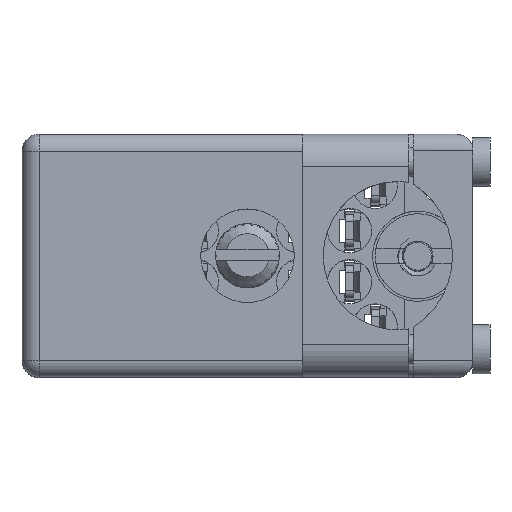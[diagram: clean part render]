
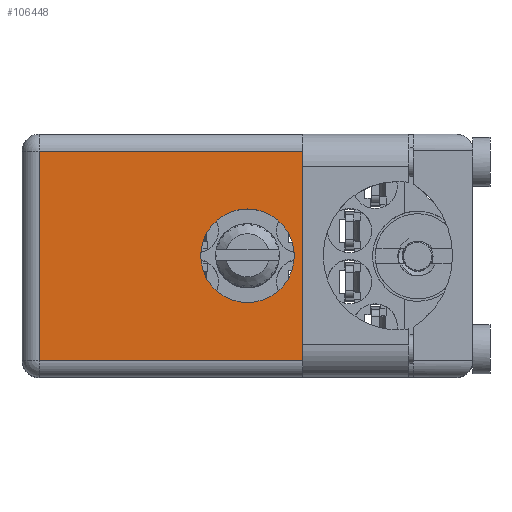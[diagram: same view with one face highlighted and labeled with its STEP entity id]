
A CAD part, top view. The second image highlights one B-rep face of the part: STEP entity #106448.
In plain terms, the highlighted face is planar.
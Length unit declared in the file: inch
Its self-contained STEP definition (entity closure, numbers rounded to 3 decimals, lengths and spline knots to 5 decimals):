
#3031 = LINE ( 'NONE', #124940, #176106 ) ;
#7137 = LINE ( 'NONE', #191923, #127193 ) ;
#8054 = DIRECTION ( 'NONE',  ( 0., 1., 0. ) ) ;
#14604 = VERTEX_POINT ( 'NONE', #110687 ) ;
#15464 = CARTESIAN_POINT ( 'NONE',  ( 0.6625, 0.906, -0.22 ) ) ;
#16180 = EDGE_CURVE ( 'NONE', #137609, #45503, #171756, .T. ) ;
#16318 = FACE_BOUND ( 'NONE', #197520, .T. ) ;
#19993 = VERTEX_POINT ( 'NONE', #64852 ) ;
#21209 = VERTEX_POINT ( 'NONE', #89368 ) ;
#24428 = VERTEX_POINT ( 'NONE', #115526 ) ;
#25428 = CIRCLE ( 'NONE', #75960, 0.1375 ) ;
#31688 = EDGE_CURVE ( 'NONE', #14604, #51745, #138343, .T. ) ;
#32609 = ORIENTED_EDGE ( 'NONE', *, *, #44518, .T. ) ;
#33355 = DIRECTION ( 'NONE',  ( 0., 0., -1. ) ) ;
#42634 = VECTOR ( 'NONE', #139916, 39.37008 ) ;
#44518 = EDGE_CURVE ( 'NONE', #14604, #106300, #7137, .T. ) ;
#45503 = VERTEX_POINT ( 'NONE', #15464 ) ;
#51745 = VERTEX_POINT ( 'NONE', #64897 ) ;
#54625 = ORIENTED_EDGE ( 'NONE', *, *, #31688, .F. ) ;
#56124 = VECTOR ( 'NONE', #91958, 39.37008 ) ;
#59871 = EDGE_CURVE ( 'NONE', #182096, #24428, #3031, .T. ) ;
#60471 = CARTESIAN_POINT ( 'NONE',  ( 0.865, 0.906, -0.6025 ) ) ;
#62965 = CARTESIAN_POINT ( 'NONE',  ( 0.6625, 0.906, -0.3575 ) ) ;
#64299 = DIRECTION ( 'NONE',  ( 0., 1., 0. ) ) ;
#64669 = PLANE ( 'NONE',  #65924 ) ;
#64852 = CARTESIAN_POINT ( 'NONE',  ( 0.865, 0.906, -0.6025 ) ) ;
#64897 = CARTESIAN_POINT ( 'NONE',  ( 1.15, 0.906, -0.6025 ) ) ;
#65906 = DIRECTION ( 'NONE',  ( 1., 0., 0. ) ) ;
#65924 = AXIS2_PLACEMENT_3D ( 'NONE', #172693, #80059, #80730 ) ;
#69904 = ORIENTED_EDGE ( 'NONE', *, *, #111524, .T. ) ;
#74724 = VECTOR ( 'NONE', #33355, 39.37008 ) ;
#75960 = AXIS2_PLACEMENT_3D ( 'NONE', #146390, #8054, #145728 ) ;
#80059 = DIRECTION ( 'NONE',  ( 0., 1., 0. ) ) ;
#80730 = DIRECTION ( 'NONE',  ( 0., 0., 1. ) ) ;
#83470 = LINE ( 'NONE', #157314, #42634 ) ;
#85780 = ORIENTED_EDGE ( 'NONE', *, *, #133611, .F. ) ;
#88690 = CARTESIAN_POINT ( 'NONE',  ( 1.15, 0.906, -0.715 ) ) ;
#89123 = DIRECTION ( 'NONE',  ( -1., 0., 0. ) ) ;
#89368 = CARTESIAN_POINT ( 'NONE',  ( 1.15, 0.906, -0.1125 ) ) ;
#91958 = DIRECTION ( 'NONE',  ( -1., 0., 0. ) ) ;
#91994 = DIRECTION ( 'NONE',  ( 0., 0., 1. ) ) ;
#92182 = VECTOR ( 'NONE', #107091, 39.37008 ) ;
#92892 = CARTESIAN_POINT ( 'NONE',  ( 0.05, 0.906, -0.05 ) ) ;
#100629 = EDGE_CURVE ( 'NONE', #119581, #19993, #187626, .T. ) ;
#106300 = VERTEX_POINT ( 'NONE', #198861 ) ;
#106448 = ADVANCED_FACE ( 'NONE', ( #160499, #16318 ), #64669, .T. ) ;
#106460 = CARTESIAN_POINT ( 'NONE',  ( 0.05, 0.906, -0.715 ) ) ;
#107032 = VECTOR ( 'NONE', #91994, 39.37008 ) ;
#107091 = DIRECTION ( 'NONE',  ( 0., 0., 1. ) ) ;
#108800 = LINE ( 'NONE', #152489, #56124 ) ;
#109928 = AXIS2_PLACEMENT_3D ( 'NONE', #62965, #64299, #138807 ) ;
#110687 = CARTESIAN_POINT ( 'NONE',  ( 1.15, 0.906, -0.665 ) ) ;
#111155 = VECTOR ( 'NONE', #137612, 39.37008 ) ;
#111524 = EDGE_CURVE ( 'NONE', #106300, #182096, #123481, .T. ) ;
#115526 = CARTESIAN_POINT ( 'NONE',  ( 1.15, 0.906, -0.05 ) ) ;
#119581 = VERTEX_POINT ( 'NONE', #198182 ) ;
#123481 = LINE ( 'NONE', #106460, #92182 ) ;
#124940 = CARTESIAN_POINT ( 'NONE',  ( 1.15, 0.906, -0.05 ) ) ;
#127193 = VECTOR ( 'NONE', #89123, 39.37008 ) ;
#127195 = CARTESIAN_POINT ( 'NONE',  ( 0.6625, 0.906, -0.495 ) ) ;
#133611 = EDGE_CURVE ( 'NONE', #45503, #137609, #25428, .T. ) ;
#135871 = ORIENTED_EDGE ( 'NONE', *, *, #139505, .T. ) ;
#137609 = VERTEX_POINT ( 'NONE', #127195 ) ;
#137612 = DIRECTION ( 'NONE',  ( 1., 0., 0. ) ) ;
#138287 = ORIENTED_EDGE ( 'NONE', *, *, #59871, .T. ) ;
#138343 = LINE ( 'NONE', #88690, #107032 ) ;
#138445 = EDGE_CURVE ( 'NONE', #21209, #119581, #108800, .T. ) ;
#138807 = DIRECTION ( 'NONE',  ( 0., 0., 1. ) ) ;
#139505 = EDGE_CURVE ( 'NONE', #19993, #51745, #149577, .T. ) ;
#139916 = DIRECTION ( 'NONE',  ( 0., 0., 1. ) ) ;
#145728 = DIRECTION ( 'NONE',  ( 0., 0., 1. ) ) ;
#146391 = EDGE_LOOP ( 'NONE', ( #69904, #138287, #194072, #198545, #188244, #135871, #54625, #32609 ) ) ;
#146390 = CARTESIAN_POINT ( 'NONE',  ( 0.6625, 0.906, -0.3575 ) ) ;
#146725 = EDGE_CURVE ( 'NONE', #21209, #24428, #83470, .T. ) ;
#149577 = LINE ( 'NONE', #60471, #111155 ) ;
#152489 = CARTESIAN_POINT ( 'NONE',  ( 0.865, 0.906, -0.1125 ) ) ;
#154820 = CARTESIAN_POINT ( 'NONE',  ( 0.865, 0.906, -0.1125 ) ) ;
#157314 = CARTESIAN_POINT ( 'NONE',  ( 1.15, 0.906, -0.715 ) ) ;
#157676 = ORIENTED_EDGE ( 'NONE', *, *, #16180, .F. ) ;
#160499 = FACE_OUTER_BOUND ( 'NONE', #146391, .T. ) ;
#171756 = CIRCLE ( 'NONE', #109928, 0.1375 ) ;
#172693 = CARTESIAN_POINT ( 'NONE',  ( 0., 0.906, -0.715 ) ) ;
#176106 = VECTOR ( 'NONE', #65906, 39.37008 ) ;
#182096 = VERTEX_POINT ( 'NONE', #92892 ) ;
#187626 = LINE ( 'NONE', #154820, #74724 ) ;
#188244 = ORIENTED_EDGE ( 'NONE', *, *, #100629, .T. ) ;
#191923 = CARTESIAN_POINT ( 'NONE',  ( 0., 0.906, -0.665 ) ) ;
#194072 = ORIENTED_EDGE ( 'NONE', *, *, #146725, .F. ) ;
#197520 = EDGE_LOOP ( 'NONE', ( #85780, #157676 ) ) ;
#198182 = CARTESIAN_POINT ( 'NONE',  ( 0.865, 0.906, -0.1125 ) ) ;
#198545 = ORIENTED_EDGE ( 'NONE', *, *, #138445, .T. ) ;
#198861 = CARTESIAN_POINT ( 'NONE',  ( 0.05, 0.906, -0.665 ) ) ;
